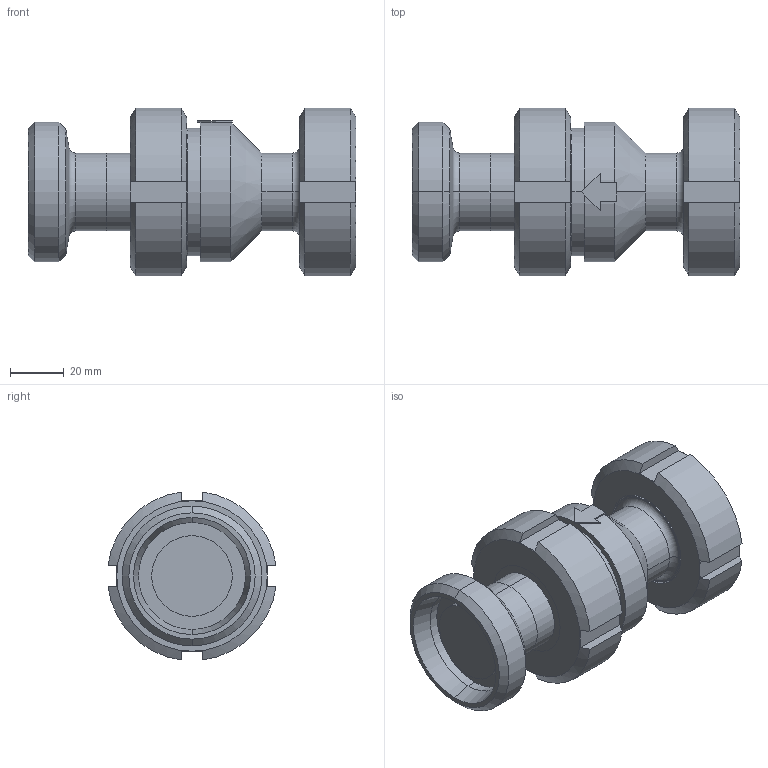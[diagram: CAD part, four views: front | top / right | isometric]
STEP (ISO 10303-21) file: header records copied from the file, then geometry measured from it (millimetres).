
FILE_DESCRIPTION (( 'STEP AP214' ), '1' );
FILE_NAME ('5091025560-041.STEP', '2014-04-25T06:27:57', ( 'install' ), ( 'Microsoft' ), 'SwSTEP 2.0', 'SolidWorks 2013', '' );
FILE_SCHEMA (( 'AUTOMOTIVE_DESIGN' ));
Length unit declared in the file: millimetre
Products named in the file (1): 5091025560-041
Bounding box: 122 x 62.49 x 62.49 mm (x, y, z)
Volume: 194050.2 mm3; surface area: 38162.9 mm2
Topology: 3 solids, 3 shells, 118 faces, 267 edges, 164 vertices
Faces by surface type: plane 46, cone 36, cylinder 32, torus 4
Entity records: 3433 total; most frequent: CARTESIAN_POINT 774, DIRECTION 547, ORIENTED_EDGE 534, EDGE_CURVE 267, AXIS2_PLACEMENT_3D 225, VERTEX_POINT 164, EDGE_LOOP 129, FACE_OUTER_BOUND 118
